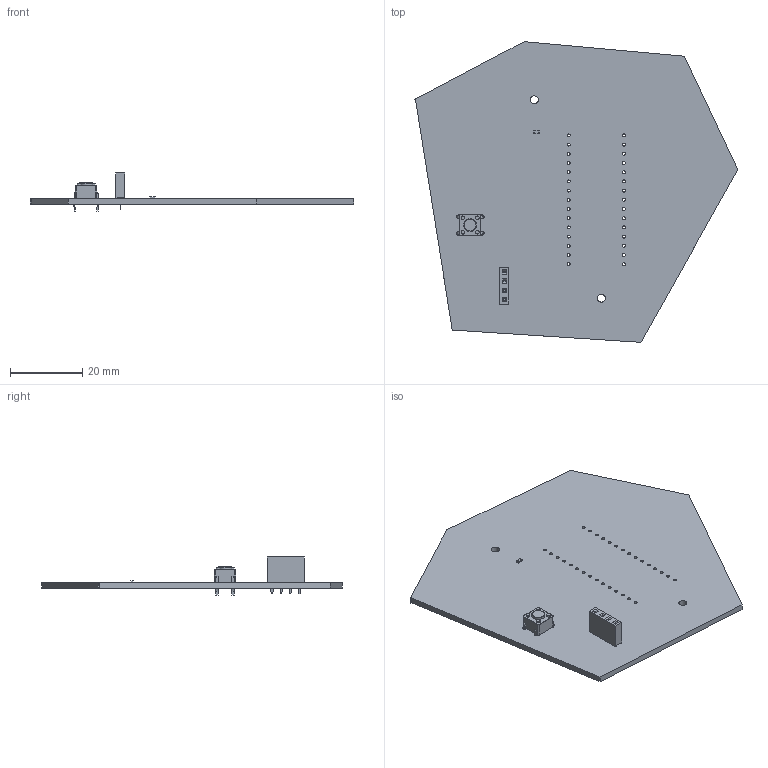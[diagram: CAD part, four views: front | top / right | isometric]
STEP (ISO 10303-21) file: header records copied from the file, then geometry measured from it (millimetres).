
FILE_DESCRIPTION(('KiCad electronic assembly'),'2;1');
FILE_NAME('breaz-blinky-pcb.step','2021-08-19T18:19:50',('An Author'),( 'A Company'),'Open CASCADE STEP processor 7.5', 'KiCad to STEP converter','Unknown');
FILE_SCHEMA(('AUTOMOTIVE_DESIGN { 1 0 10303 214 1 1 1 1 }'));
Length unit declared in the file: millimetre
Products named in the file (8): Open CASCADE STEP translator 7.5 1; PinSocket_1x04_P2.54mm_Vertical; SOLID; R_0603_1608Metric; SW_PUSH_6mm; COMPOUND
Assembly tree (7 placements, depth 3):
  Open CASCADE STEP translator 7.5 1
    PinSocket_1x04_P2.54mm_Vertical
      SOLID
    R_0603_1608Metric
      SOLID
    SW_PUSH_6mm
      SOLID
    COMPOUND
Bounding box: 89.38 x 83.01 x 10.5 mm (x, y, z)
Volume: 9366.7 mm3; surface area: 12482.8 mm2
Topology: 4 solids, 4 shells, 317 faces, 839 edges, 547 vertices
Faces by surface type: plane 227, cylinder 89, torus 1
Full cylindrical faces by diameter (mm): 0.8 x30, 1 x8, 1.1 x4, 2.2 x2, 3.5 x1
Entity records: 23203 total; most frequent: CARTESIAN_POINT 4151, DIRECTION 3219, LINE 2170, VECTOR 2170, ORIENTED_EDGE 1678, PCURVE 1678, DEFINITIONAL_REPRESENTATION 1678, EDGE_CURVE 839
